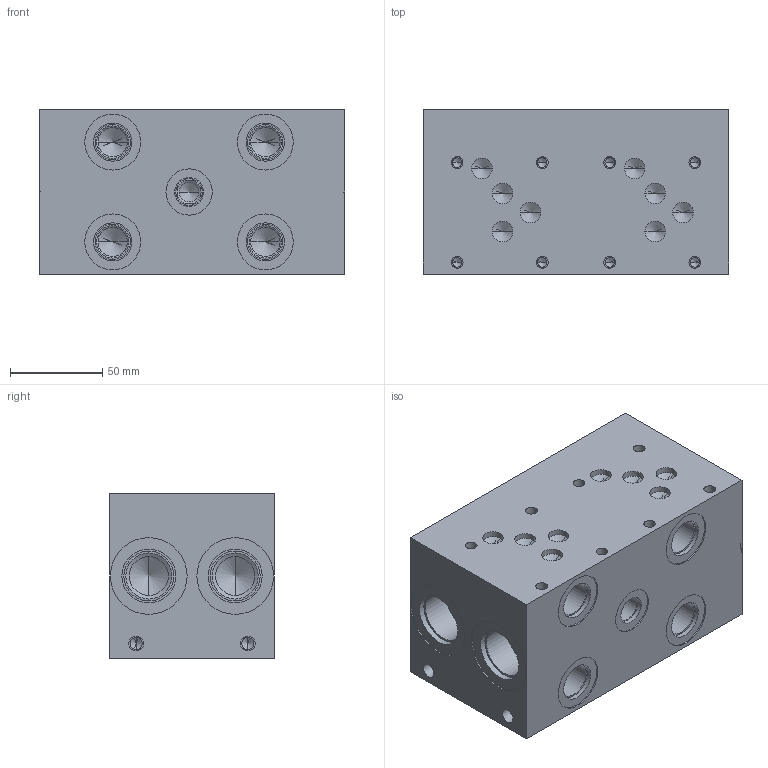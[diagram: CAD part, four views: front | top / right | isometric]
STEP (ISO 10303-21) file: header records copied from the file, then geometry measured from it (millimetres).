
FILE_DESCRIPTION((''),'2;1');
FILE_NAME('AD05P023S_C.stp','2009-01-27T15:18:27',('juliea'),(''),'Autodesk Inventor 2009','Autodesk Inventor 2009','');
FILE_SCHEMA(('AUTOMOTIVE_DESIGN { 1 0 10303 214 1 1 1 1 }'));
Length unit declared in the file: millimetre
Products named in the file (1): AD05P023S_C
Bounding box: 165.1 x 88.9 x 88.9 mm (x, y, z)
Volume: 1145287.8 mm3; surface area: 107094.3 mm2
Topology: 1 solids, 1 shells, 202 faces, 422 edges, 234 vertices
Faces by surface type: cylinder 83, cone 71, plane 48
Full cylindrical faces by diameter (mm): 5.105 x8, 6.35 x8, 6.528 x4, 7.95 x4, 10.719 x1, 11.125 x8, 12.903 x1, 14.287 x2, 15.596 x1, 15.875 x4, 15.9 x1, 17.501 x4, 19.05 x4, 20.599 x4, 20.625 x1, 21.184 x4, 22.225 x1, 24.003 x1, 24.917 x4, 25.019 x1, 26.987 x4, 29.21 x4, 30.175 x1, 30.251 x4, 41.453 x4
Entity records: 4522 total; most frequent: DIRECTION 870, CARTESIAN_POINT 705, ORIENTED_EDGE 536, AXIS2_PLACEMENT_3D 399, EDGE_LOOP 368, EDGE_CURVE 268, VERTEX_POINT 234, FACE_OUTER_BOUND 202
